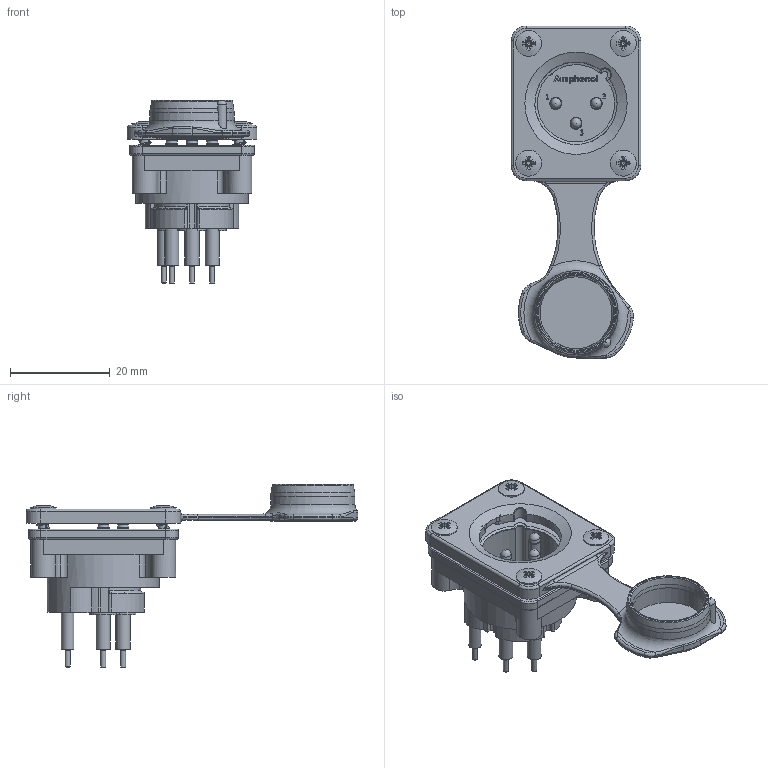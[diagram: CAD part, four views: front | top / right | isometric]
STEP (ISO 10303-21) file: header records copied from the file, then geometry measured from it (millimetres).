
FILE_DESCRIPTION(/* description */ (''),/* implementation_level */ '2;1');
FILE_NAME(/* name */ 'AXS3MPV.stp',/* time_stamp */ '2023-11-21T18:34:38+11:00',/* author */ ('minh'),/* organization */ (''),/* preprocessor_version */ 'ST-DEVELOPER v18.1',/* originating_system */ 'Autodesk Inventor 2022',/* authorisation */ '');
FILE_SCHEMA (('AUTOMOTIVE_DESIGN { 1 0 10303 214 3 1 1 }'));
Products named in the file (1): AXS3MPV
Bounding box: 26 x 66.56 x 36.7 mm (x, y, z)
Volume: 8776.8 mm3; surface area: 8726.7 mm2
Topology: 1 solids, 21 shells, 2052 faces, 5618 edges, 3624 vertices
Faces by surface type: bspline 891, plane 481, cylinder 430, cone 181, torus 62, sphere 7
Full cylindrical faces by diameter (mm): 1 x4, 1.5 x1, 2 x3, 2.37 x6, 2.4 x6, 2.5 x1, 2.6 x1, 2.85 x6, 2.93 x6, 2.95 x4, 3 x1, 3.4 x4, 3.6 x1, 4 x8, 5.2 x4, 14.4 x1, 15.4 x1, 17 x1, 22.5 x1
Entity records: 141815 total; most frequent: CARTESIAN_POINT 95881, ORIENTED_EDGE 11214, DIRECTION 5663, EDGE_CURVE 5607, VERTEX_POINT 3624, B_SPLINE_CURVE_WITH_KNOTS 3057, EDGE_LOOP 2161, STYLED_ITEM 2053
